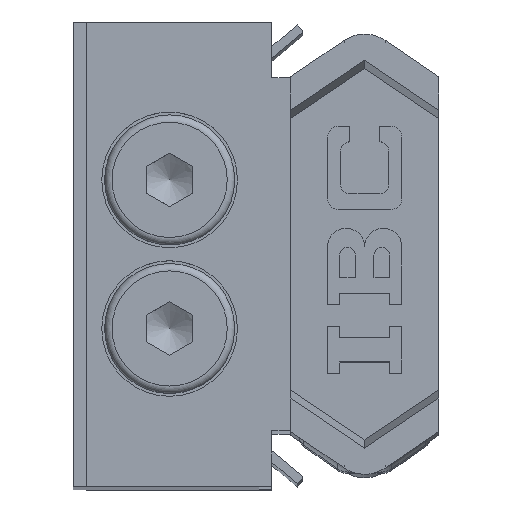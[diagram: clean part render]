
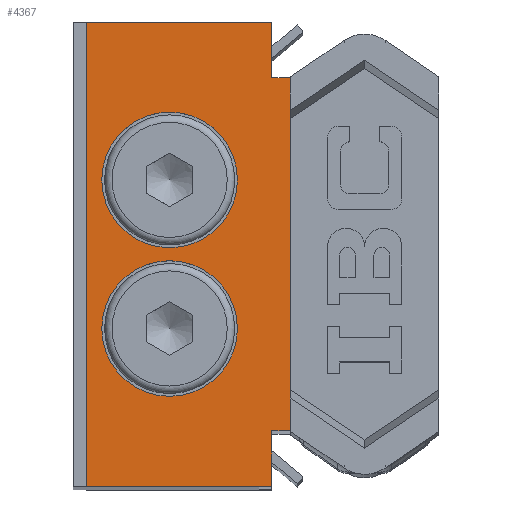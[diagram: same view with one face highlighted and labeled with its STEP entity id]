
A CAD part, top view. The second image highlights one B-rep face of the part: STEP entity #4367.
In plain terms, the highlighted face is planar.
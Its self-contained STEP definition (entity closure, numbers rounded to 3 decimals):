
#2020=CARTESIAN_POINT('',(9.051,-4.001,2.));
#2021=VERTEX_POINT('',#2020);
#2148=CARTESIAN_POINT('',(-9.053,-4.001,2.));
#2149=VERTEX_POINT('',#2148);
#3775=CARTESIAN_POINT('',(-7.304,-4.001,2.0));
#3776=VERTEX_POINT('',#3775);
#3777=CARTESIAN_POINT('',(7.299,-4.001,2.0));
#3778=VERTEX_POINT('',#3777);
#3779=CARTESIAN_POINT('',(-7.304,-4.001,2.));
#3780=DIRECTION('',(1.0,0.0,0.0));
#3781=VECTOR('',#3780,14.603);
#3782=LINE('',#3779,#3781);
#3783=EDGE_CURVE('',#3776,#3778,#3782,.T.);
#3937=CARTESIAN_POINT('',(0.35,-10.501,1.997));
#3938=VERTEX_POINT('',#3937);
#3939=CARTESIAN_POINT('',(4.,-10.501,1.997));
#3940=DIRECTION('',(0.0,0.,1.));
#3941=DIRECTION('',(-1.0,0.0,0.0));
#3942=AXIS2_PLACEMENT_3D('',#3939,#3940,#3941);
#3943=CIRCLE('',#3942,3.65);
#3944=EDGE_CURVE('',#3938,#3938,#3943,.T.);
#4047=CARTESIAN_POINT('',(-7.65,-10.501,1.997));
#4048=VERTEX_POINT('',#4047);
#4049=CARTESIAN_POINT('',(-4.,-10.501,1.997));
#4050=DIRECTION('',(0.0,0.,1.));
#4051=DIRECTION('',(-1.0,0.0,0.0));
#4052=AXIS2_PLACEMENT_3D('',#4049,#4050,#4051);
#4053=CIRCLE('',#4052,3.65);
#4054=EDGE_CURVE('',#4048,#4048,#4053,.T.);
#4108=CARTESIAN_POINT('',(-9.5,-5.001,2.));
#4109=VERTEX_POINT('',#4108);
#4118=CARTESIAN_POINT('',(-12.5,-5.001,2.));
#4119=VERTEX_POINT('',#4118);
#4120=CARTESIAN_POINT('',(-9.5,-5.001,2.));
#4121=DIRECTION('',(-1.0,0.0,0.0));
#4122=VECTOR('',#4121,3.0);
#4123=LINE('',#4120,#4122);
#4124=EDGE_CURVE('',#4109,#4119,#4123,.T.);
#4150=CARTESIAN_POINT('',(9.5,-5.001,2.));
#4151=VERTEX_POINT('',#4150);
#4166=CARTESIAN_POINT('',(12.5,-5.001,2.));
#4167=VERTEX_POINT('',#4166);
#4174=CARTESIAN_POINT('',(12.5,-5.001,2.));
#4175=DIRECTION('',(-1.0,0.0,0.0));
#4176=VECTOR('',#4175,3.0);
#4177=LINE('',#4174,#4176);
#4178=EDGE_CURVE('',#4167,#4151,#4177,.T.);
#4190=CARTESIAN_POINT('',(12.5,-15.001,1.996));
#4191=VERTEX_POINT('',#4190);
#4198=CARTESIAN_POINT('',(12.5,-5.001,2.));
#4199=DIRECTION('',(0.0,-1.,0.));
#4200=VECTOR('',#4199,10.0);
#4201=LINE('',#4198,#4200);
#4202=EDGE_CURVE('',#4167,#4191,#4201,.T.);
#4219=CARTESIAN_POINT('',(-12.5,-15.001,1.996));
#4220=VERTEX_POINT('',#4219);
#4236=CARTESIAN_POINT('',(-12.5,-5.001,2.));
#4237=DIRECTION('',(0.0,-1.,0.));
#4238=VECTOR('',#4237,10.0);
#4239=LINE('',#4236,#4238);
#4240=EDGE_CURVE('',#4119,#4220,#4239,.T.);
#4258=CARTESIAN_POINT('',(12.5,-15.001,1.996));
#4259=DIRECTION('',(-1.0,0.0,0.0));
#4260=VECTOR('',#4259,25.0);
#4261=LINE('',#4258,#4260);
#4262=EDGE_CURVE('',#4191,#4220,#4261,.T.);
#4281=CARTESIAN_POINT('',(9.5,-4.001,2.));
#4282=VERTEX_POINT('',#4281);
#4289=CARTESIAN_POINT('',(9.5,-4.001,2.));
#4290=DIRECTION('',(-1.0,0.0,0.0));
#4291=VECTOR('',#4290,0.449);
#4292=LINE('',#4289,#4291);
#4293=EDGE_CURVE('',#4282,#2021,#4292,.T.);
#4304=CARTESIAN_POINT('',(9.5,-4.001,2.));
#4305=DIRECTION('',(0.0,-1.,0.));
#4306=VECTOR('',#4305,1.0);
#4307=LINE('',#4304,#4306);
#4308=EDGE_CURVE('',#4282,#4151,#4307,.T.);
#4320=CARTESIAN_POINT('',(9.5,-4.001,2.));
#4321=DIRECTION('',(0.,0.,-1.));
#4322=DIRECTION('',(-1.0,0.0,0.0));
#4323=AXIS2_PLACEMENT_3D('',#4320,#4321,#4322);
#4324=PLANE('',#4323);
#4325=CARTESIAN_POINT('',(-9.5,-4.001,2.));
#4326=VERTEX_POINT('',#4325);
#4327=CARTESIAN_POINT('',(-9.5,-4.001,2.));
#4328=DIRECTION('',(0.0,-1.,0.));
#4329=VECTOR('',#4328,1.);
#4330=LINE('',#4327,#4329);
#4331=EDGE_CURVE('',#4326,#4109,#4330,.T.);
#4332=ORIENTED_EDGE('',*,*,#4331,.F.);
#4333=CARTESIAN_POINT('',(-9.053,-4.001,2.));
#4334=DIRECTION('',(-1.0,0.0,0.0));
#4335=VECTOR('',#4334,0.447);
#4336=LINE('',#4333,#4335);
#4337=EDGE_CURVE('',#2149,#4326,#4336,.T.);
#4338=ORIENTED_EDGE('',*,*,#4337,.F.);
#4339=CARTESIAN_POINT('',(-7.304,-4.001,2.));
#4340=DIRECTION('',(-1.0,0.0,0.0));
#4341=VECTOR('',#4340,1.749);
#4342=LINE('',#4339,#4341);
#4343=EDGE_CURVE('',#3776,#2149,#4342,.T.);
#4344=ORIENTED_EDGE('',*,*,#4343,.F.);
#4345=ORIENTED_EDGE('',*,*,#3783,.T.);
#4346=CARTESIAN_POINT('',(9.051,-4.001,2.));
#4347=DIRECTION('',(-1.0,0.0,0.0));
#4348=VECTOR('',#4347,1.752);
#4349=LINE('',#4346,#4348);
#4350=EDGE_CURVE('',#2021,#3778,#4349,.T.);
#4351=ORIENTED_EDGE('',*,*,#4350,.F.);
#4352=ORIENTED_EDGE('',*,*,#4293,.F.);
#4353=ORIENTED_EDGE('',*,*,#4308,.T.);
#4354=ORIENTED_EDGE('',*,*,#4178,.F.);
#4355=ORIENTED_EDGE('',*,*,#4202,.T.);
#4356=ORIENTED_EDGE('',*,*,#4262,.T.);
#4357=ORIENTED_EDGE('',*,*,#4240,.F.);
#4358=ORIENTED_EDGE('',*,*,#4124,.F.);
#4359=EDGE_LOOP('',(#4332,#4338,#4344,#4345,#4351,#4352,#4353,#4354,#4355,#4356,#4357,#4358));
#4360=FACE_OUTER_BOUND('',#4359,.T.);
#4361=ORIENTED_EDGE('',*,*,#3944,.T.);
#4362=EDGE_LOOP('',(#4361));
#4363=FACE_BOUND('',#4362,.T.);
#4364=ORIENTED_EDGE('',*,*,#4054,.T.);
#4365=EDGE_LOOP('',(#4364));
#4366=FACE_BOUND('',#4365,.T.);
#4367=ADVANCED_FACE('',(#4360,#4363,#4366),#4324,.T.);
